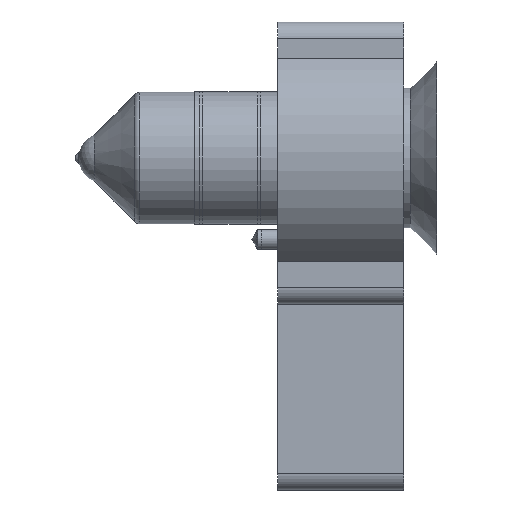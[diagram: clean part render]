
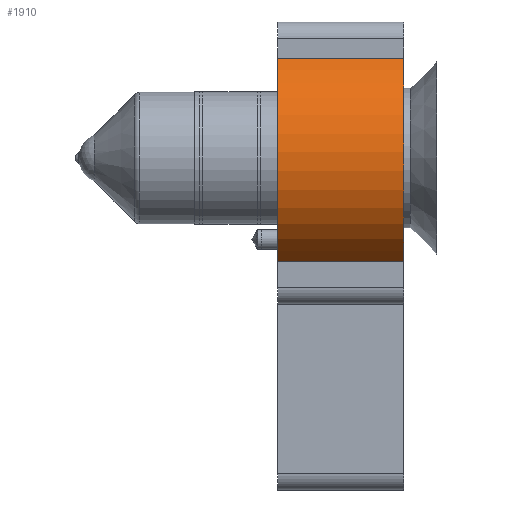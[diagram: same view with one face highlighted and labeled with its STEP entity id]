
A CAD part, front view. The second image highlights one B-rep face of the part: STEP entity #1910.
In plain terms, the highlighted cylindrical face has radius 35 mm (diameter 70 mm), a partial arc.
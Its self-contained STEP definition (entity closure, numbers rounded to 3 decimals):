
#622 = VERTEX_POINT ( 'NONE', #11891 ) ;
#774 = VECTOR ( 'NONE', #4156, 1000. ) ;
#1319 = ORIENTED_EDGE ( 'NONE', *, *, #3473, .T. ) ;
#1337 = LINE ( 'NONE', #10290, #774 ) ;
#1910 = ADVANCED_FACE ( 'NONE', ( #10960 ), #11110, .T. ) ;
#2278 = ORIENTED_EDGE ( 'NONE', *, *, #8111, .F. ) ;
#2292 = AXIS2_PLACEMENT_3D ( 'NONE', #8585, #8022, #7795 ) ;
#2778 = CARTESIAN_POINT ( 'NONE',  ( 0., 0., 38. ) ) ;
#3473 = EDGE_CURVE ( 'NONE', #5892, #5255, #10206, .T. ) ;
#3829 = DIRECTION ( 'NONE',  ( 1., 0., 0. ) ) ;
#4156 = DIRECTION ( 'NONE',  ( 0., 0., -1. ) ) ;
#4680 = CIRCLE ( 'NONE', #10808, 35. ) ;
#4777 = ORIENTED_EDGE ( 'NONE', *, *, #11814, .F. ) ;
#4912 = CARTESIAN_POINT ( 'NONE',  ( 0., 0., 38. ) ) ;
#5255 = VERTEX_POINT ( 'NONE', #11359 ) ;
#5331 = VECTOR ( 'NONE', #6779, 1000. ) ;
#5482 = DIRECTION ( 'NONE',  ( -1., 0., 0. ) ) ;
#5636 = LINE ( 'NONE', #6730, #5331 ) ;
#5838 = CARTESIAN_POINT ( 'NONE',  ( 16., 31.129, 38. ) ) ;
#5892 = VERTEX_POINT ( 'NONE', #12532 ) ;
#6110 = AXIS2_PLACEMENT_3D ( 'NONE', #4912, #7809, #5482 ) ;
#6730 = CARTESIAN_POINT ( 'NONE',  ( 18., -30.017, 38. ) ) ;
#6779 = DIRECTION ( 'NONE',  ( 0., 0., -1. ) ) ;
#6983 = EDGE_CURVE ( 'NONE', #622, #5892, #5636, .T. ) ;
#7795 = DIRECTION ( 'NONE',  ( 1., 0., 0. ) ) ;
#7809 = DIRECTION ( 'NONE',  ( 0., 0., -1. ) ) ;
#8022 = DIRECTION ( 'NONE',  ( 0., 0., 1. ) ) ;
#8111 = EDGE_CURVE ( 'NONE', #8980, #5255, #1337, .T. ) ;
#8585 = CARTESIAN_POINT ( 'NONE',  ( 0., 0., 0. ) ) ;
#8668 = EDGE_LOOP ( 'NONE', ( #1319, #2278, #4777, #12499 ) ) ;
#8980 = VERTEX_POINT ( 'NONE', #5838 ) ;
#9974 = DIRECTION ( 'NONE',  ( 0., 0., 1. ) ) ;
#10206 = CIRCLE ( 'NONE', #2292, 35. ) ;
#10290 = CARTESIAN_POINT ( 'NONE',  ( 16., 31.129, 38. ) ) ;
#10808 = AXIS2_PLACEMENT_3D ( 'NONE', #2778, #9974, #3829 ) ;
#10960 = FACE_OUTER_BOUND ( 'NONE', #8668, .T. ) ;
#11110 = CYLINDRICAL_SURFACE ( 'NONE', #6110, 35. ) ;
#11359 = CARTESIAN_POINT ( 'NONE',  ( 16., 31.129, 0. ) ) ;
#11814 = EDGE_CURVE ( 'NONE', #622, #8980, #4680, .T. ) ;
#11891 = CARTESIAN_POINT ( 'NONE',  ( 18., -30.017, 38. ) ) ;
#12499 = ORIENTED_EDGE ( 'NONE', *, *, #6983, .T. ) ;
#12532 = CARTESIAN_POINT ( 'NONE',  ( 18., -30.017, 0. ) ) ;
